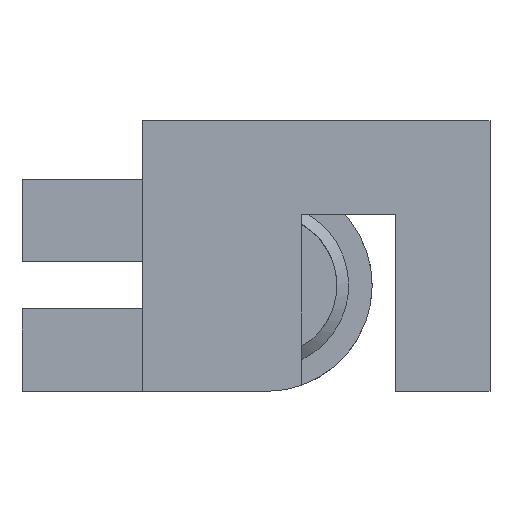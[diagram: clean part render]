
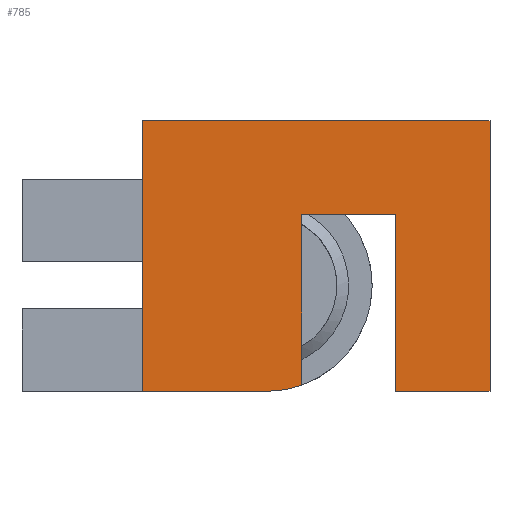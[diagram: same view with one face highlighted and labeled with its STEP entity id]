
A CAD part, left-side view. The second image highlights one B-rep face of the part: STEP entity #785.
In plain terms, the highlighted face is planar.
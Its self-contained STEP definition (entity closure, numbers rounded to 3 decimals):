
#61=CIRCLE('',#835,4.5);
#105=FACE_OUTER_BOUND('',#152,.T.);
#152=EDGE_LOOP('',(#610,#611,#612,#613,#614,#615,#616,#617,#618));
#207=LINE('',#1201,#281);
#212=LINE('',#1217,#286);
#219=LINE('',#1231,#293);
#223=LINE('',#1246,#297);
#224=LINE('',#1250,#298);
#232=LINE('',#1263,#306);
#233=LINE('',#1265,#307);
#234=LINE('',#1266,#308);
#281=VECTOR('',#961,10.);
#286=VECTOR('',#974,10.);
#293=VECTOR('',#983,10.);
#297=VECTOR('',#1001,10.);
#298=VECTOR('',#1004,10.);
#306=VECTOR('',#1016,10.);
#307=VECTOR('',#1019,10.);
#308=VECTOR('',#1020,10.);
#345=VERTEX_POINT('',#1154);
#354=VERTEX_POINT('',#1172);
#363=VERTEX_POINT('',#1200);
#369=VERTEX_POINT('',#1215);
#370=VERTEX_POINT('',#1216);
#373=VERTEX_POINT('',#1224);
#376=VERTEX_POINT('',#1229);
#381=VERTEX_POINT('',#1248);
#382=VERTEX_POINT('',#1249);
#429=EDGE_CURVE('',#345,#354,#61,.T.);
#441=EDGE_CURVE('',#363,#345,#207,.T.);
#449=EDGE_CURVE('',#369,#370,#212,.T.);
#456=EDGE_CURVE('',#373,#376,#219,.T.);
#464=EDGE_CURVE('',#376,#369,#223,.T.);
#465=EDGE_CURVE('',#381,#382,#224,.T.);
#473=EDGE_CURVE('',#382,#370,#232,.T.);
#474=EDGE_CURVE('',#354,#373,#233,.T.);
#475=EDGE_CURVE('',#381,#363,#234,.T.);
#610=ORIENTED_EDGE('',*,*,#474,.T.);
#611=ORIENTED_EDGE('',*,*,#456,.T.);
#612=ORIENTED_EDGE('',*,*,#464,.T.);
#613=ORIENTED_EDGE('',*,*,#449,.T.);
#614=ORIENTED_EDGE('',*,*,#473,.F.);
#615=ORIENTED_EDGE('',*,*,#465,.F.);
#616=ORIENTED_EDGE('',*,*,#475,.T.);
#617=ORIENTED_EDGE('',*,*,#441,.T.);
#618=ORIENTED_EDGE('',*,*,#429,.T.);
#754=PLANE('',#859);
#785=ADVANCED_FACE('',(#105),#754,.F.);
#835=AXIS2_PLACEMENT_3D('',#1174,#937,#938);
#859=AXIS2_PLACEMENT_3D('',#1264,#1017,#1018);
#937=DIRECTION('center_axis',(0.,-1.,0.));
#938=DIRECTION('ref_axis',(0.778,0.,-0.629));
#961=DIRECTION('',(0.,0.,1.));
#974=DIRECTION('',(0.,0.,1.));
#983=DIRECTION('',(0.,0.,1.));
#1001=DIRECTION('',(1.,0.,0.));
#1004=DIRECTION('',(0.,0.,1.));
#1016=DIRECTION('',(1.,0.,0.));
#1017=DIRECTION('center_axis',(0.,1.,0.));
#1018=DIRECTION('ref_axis',(1.,0.,0.));
#1019=DIRECTION('',(-1.,0.,0.));
#1020=DIRECTION('',(1.,0.,0.));
#1154=CARTESIAN_POINT('',(16.366,12.,4.25));
#1172=CARTESIAN_POINT('',(16.105,12.,5.759));
#1174=CARTESIAN_POINT('Origin',(11.866,12.,4.25));
#1200=CARTESIAN_POINT('',(16.366,12.,-1.));
#1201=CARTESIAN_POINT('',(16.366,12.,5.315));
#1215=CARTESIAN_POINT('',(16.366,12.,9.759));
#1216=CARTESIAN_POINT('',(16.366,12.,13.759));
#1217=CARTESIAN_POINT('',(16.366,12.,10.069));
#1224=CARTESIAN_POINT('',(8.866,12.,5.759));
#1229=CARTESIAN_POINT('',(8.866,12.,9.759));
#1231=CARTESIAN_POINT('',(8.866,12.,5.759));
#1246=CARTESIAN_POINT('',(8.866,12.,9.759));
#1248=CARTESIAN_POINT('',(4.866,12.,-1.));
#1249=CARTESIAN_POINT('',(4.866,12.,13.759));
#1250=CARTESIAN_POINT('',(4.866,12.,5.759));
#1263=CARTESIAN_POINT('',(8.866,12.,13.759));
#1264=CARTESIAN_POINT('Origin',(11.866,12.,4.38));
#1265=CARTESIAN_POINT('',(9.273,12.,5.759));
#1266=CARTESIAN_POINT('',(14.866,12.,-1.));
